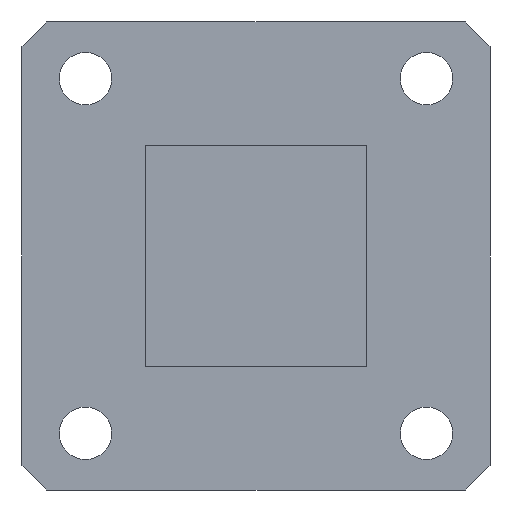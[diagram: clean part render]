
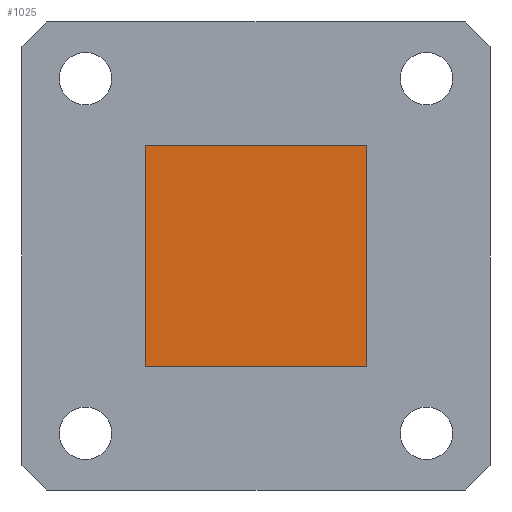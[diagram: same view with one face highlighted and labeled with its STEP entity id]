
A CAD part, left-side view. The second image highlights one B-rep face of the part: STEP entity #1025.
In plain terms, the highlighted planar face has unit normal (-1, 0, 0).
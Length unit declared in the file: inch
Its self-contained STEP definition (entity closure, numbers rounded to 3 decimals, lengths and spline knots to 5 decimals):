
#2 = LINE ( 'NONE', #169, #841 ) ;
#18 = VECTOR ( 'NONE', #146, 39.37008 ) ;
#92 = VECTOR ( 'NONE', #660, 39.37008 ) ;
#108 = VERTEX_POINT ( 'NONE', #244 ) ;
#115 = EDGE_CURVE ( 'NONE', #690, #573, #989, .T. ) ;
#122 = ORIENTED_EDGE ( 'NONE', *, *, #288, .F. ) ;
#146 = DIRECTION ( 'NONE',  ( 0., 0., -1. ) ) ;
#169 = CARTESIAN_POINT ( 'NONE',  ( 0.01, -0.311, 0.311 ) ) ;
#177 = CARTESIAN_POINT ( 'NONE',  ( 0.01, -0.311, -0.311 ) ) ;
#181 = EDGE_LOOP ( 'NONE', ( #122, #720, #858, #470 ) ) ;
#187 = PLANE ( 'NONE',  #752 ) ;
#244 = CARTESIAN_POINT ( 'NONE',  ( 0.01, -0.311, 0.311 ) ) ;
#279 = DIRECTION ( 'NONE',  ( 0., 0., -1. ) ) ;
#288 = EDGE_CURVE ( 'NONE', #573, #108, #2, .T. ) ;
#321 = CARTESIAN_POINT ( 'NONE',  ( 0.01, 0.311, -0.311 ) ) ;
#351 = CARTESIAN_POINT ( 'NONE',  ( 0.01, 0., 0. ) ) ;
#353 = FACE_OUTER_BOUND ( 'NONE', #181, .T. ) ;
#470 = ORIENTED_EDGE ( 'NONE', *, *, #757, .F. ) ;
#501 = DIRECTION ( 'NONE',  ( 1., 0., 0. ) ) ;
#547 = VECTOR ( 'NONE', #647, 39.37008 ) ;
#550 = EDGE_CURVE ( 'NONE', #1024, #690, #853, .T. ) ;
#573 = VERTEX_POINT ( 'NONE', #577 ) ;
#577 = CARTESIAN_POINT ( 'NONE',  ( 0.01, 0.311, 0.311 ) ) ;
#638 = CARTESIAN_POINT ( 'NONE',  ( 0.01, 0.311, -0.311 ) ) ;
#647 = DIRECTION ( 'NONE',  ( 0., 0., 1. ) ) ;
#660 = DIRECTION ( 'NONE',  ( 0., 1., 0. ) ) ;
#690 = VERTEX_POINT ( 'NONE', #638 ) ;
#711 = CARTESIAN_POINT ( 'NONE',  ( 0.01, -0.311, -0.311 ) ) ;
#720 = ORIENTED_EDGE ( 'NONE', *, *, #115, .F. ) ;
#752 = AXIS2_PLACEMENT_3D ( 'NONE', #351, #501, #279 ) ;
#757 = EDGE_CURVE ( 'NONE', #108, #1024, #842, .T. ) ;
#821 = DIRECTION ( 'NONE',  ( 0., -1., 0. ) ) ;
#841 = VECTOR ( 'NONE', #821, 39.37008 ) ;
#842 = LINE ( 'NONE', #711, #18 ) ;
#853 = LINE ( 'NONE', #907, #92 ) ;
#858 = ORIENTED_EDGE ( 'NONE', *, *, #550, .F. ) ;
#907 = CARTESIAN_POINT ( 'NONE',  ( 0.01, -0.311, -0.311 ) ) ;
#989 = LINE ( 'NONE', #321, #547 ) ;
#1024 = VERTEX_POINT ( 'NONE', #177 ) ;
#1025 = ADVANCED_FACE ( 'NONE', ( #353 ), #187, .F. ) ;
